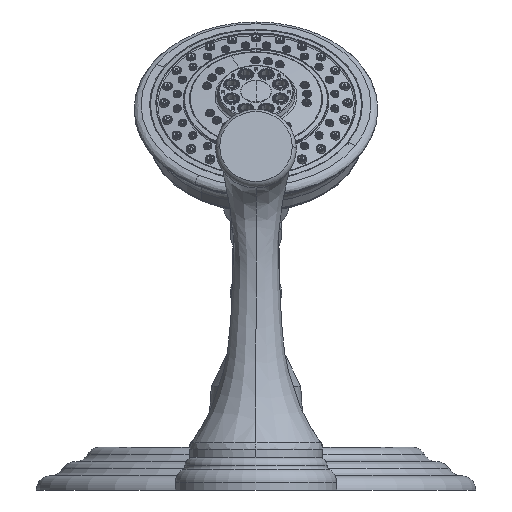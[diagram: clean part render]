
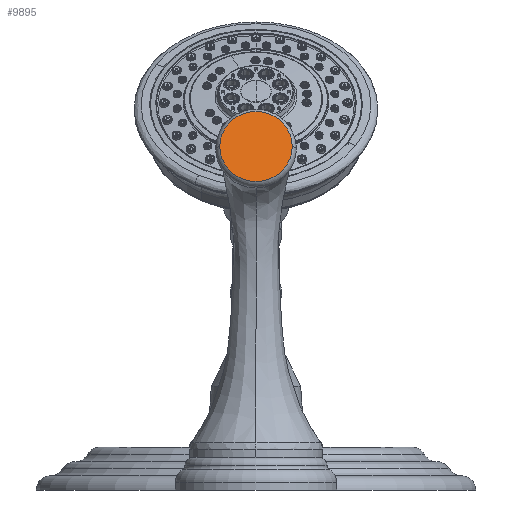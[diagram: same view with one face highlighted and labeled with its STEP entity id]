
A CAD part, front view. The second image highlights one B-rep face of the part: STEP entity #9895.
In plain terms, the highlighted planar face has unit normal (0, -0.966, 0.259).
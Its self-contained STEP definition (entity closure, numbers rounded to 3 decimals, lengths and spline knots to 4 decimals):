
#8518=CARTESIAN_POINT('',(0.,-9.2619,6.0548));
#8519=DIRECTION('',(0.,0.966,-0.259));
#8520=DIRECTION('',(1.,0.,0.));
#8521=AXIS2_PLACEMENT_3D('',#8518,#8519,#8520);
#8533=CARTESIAN_POINT('',(0.,-9.2619,6.0548));
#8534=DIRECTION('',(0.,-0.966,0.259));
#8535=DIRECTION('',(1.,0.,0.));
#8536=AXIS2_PLACEMENT_3D('',#8533,#8534,#8535);
#8797=CARTESIAN_POINT('',(0.639,-9.2619,6.0548));
#8798=CARTESIAN_POINT('',(-0.639,-9.2619,6.0548));
#8799=VERTEX_POINT('',#8797);
#8800=VERTEX_POINT('',#8798);
#9886=CARTESIAN_POINT('',(0.,-9.2619,6.0548));
#9887=DIRECTION('',(0.,-0.966,0.259));
#9888=DIRECTION('',(0.,0.259,0.966));
#9889=AXIS2_PLACEMENT_3D('',#9886,#9887,#9888);
#9890=PLANE('',#9889);
#9891=ORIENTED_EDGE('',*,*,#9866,.T.);
#9892=ORIENTED_EDGE('',*,*,#9880,.F.);
#9893=EDGE_LOOP('',(#9891,#9892));
#9894=FACE_OUTER_BOUND('',#9893,.F.);
#9895=ADVANCED_FACE('',(#9894),#9890,.T.);
#8522=CIRCLE('',#8521,0.639);
#8537=CIRCLE('',#8536,0.639);
#9866=EDGE_CURVE('',#8799,#8800,#8522,.T.);
#9880=EDGE_CURVE('',#8799,#8800,#8537,.T.);
